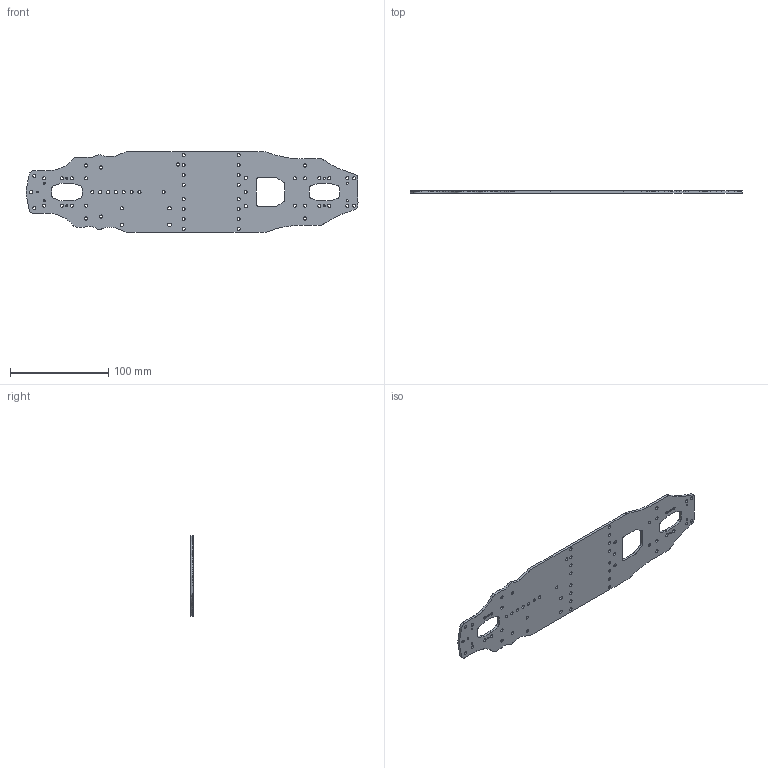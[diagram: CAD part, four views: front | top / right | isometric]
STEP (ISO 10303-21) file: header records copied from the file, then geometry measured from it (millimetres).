
FILE_DESCRIPTION(/* description */ (''),/* implementation_level */ '2;1');
FILE_NAME(/* name */ 'Sakura D4 Chassis v1.step',/* time_stamp */ '2018-01-25T14:42:05-08:00',/* author */ ('amousavi9Y8GZ'),/* organization */ (''),/* preprocessor_version */ 'ST-DEVELOPER v16.13',/* originating_system */ 'Autodesk Translation Framework v6.5.0.72',/* authorisation */ '');
FILE_SCHEMA (('AUTOMOTIVE_DESIGN { 1 0 10303 214 3 1 1 }'));
Length unit declared in the file: millimetre
Products named in the file (1): Sakura D4 Chassis
Bounding box: 338.14 x 2.5 x 82.02 mm (x, y, z)
Volume: 53240.5 mm3; surface area: 46875 mm2
Topology: 1 solids, 1 shells, 445 faces, 1329 edges, 886 vertices
Faces by surface type: plane 351, cylinder 94
Full cylindrical faces by diameter (mm): 2 x9, 3.2 x59
Entity records: 15163 total; most frequent: CARTESIAN_POINT 2661, ORIENTED_EDGE 2658, DIRECTION 2409, EDGE_CURVE 1329, LINE 1141, VECTOR 1141, VERTEX_POINT 886, AXIS2_PLACEMENT_3D 634
